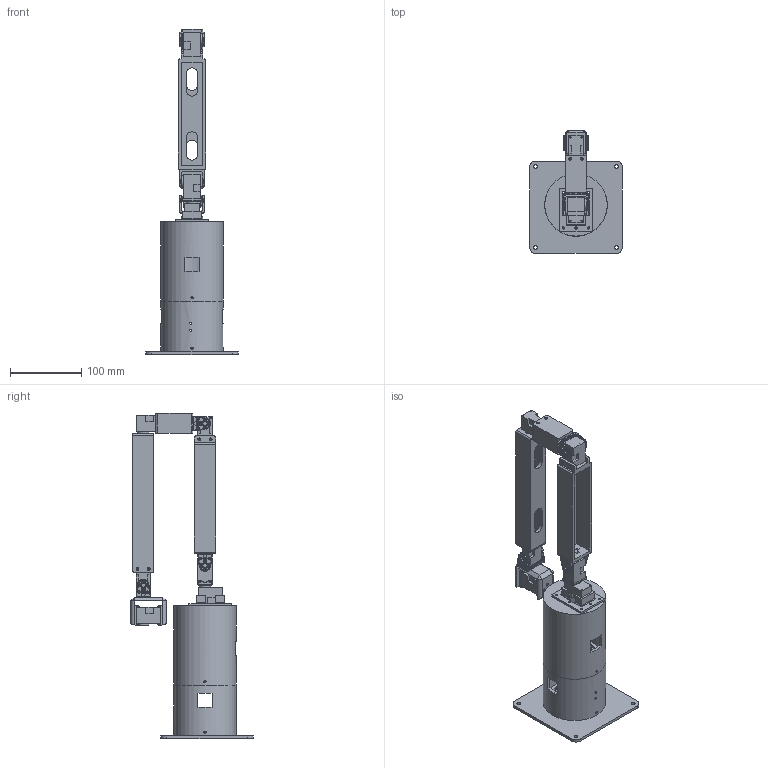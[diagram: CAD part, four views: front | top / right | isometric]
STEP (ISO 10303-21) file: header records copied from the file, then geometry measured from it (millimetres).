
FILE_DESCRIPTION(/* description */ (''),/* implementation_level */ '2;1');
FILE_NAME(/* name */ 'leader_Lite6.step',/* time_stamp */ '2024-02-23T17:01:40+09:00',/* author */ (''),/* organization */ (''),/* preprocessor_version */ 'ST-DEVELOPER v20',/* originating_system */ 'Autodesk Translation Framework v12.14.0.127',/* authorisation */ '');
FILE_SCHEMA (('AUTOMOTIVE_DESIGN { 1 0 10303 214 3 1 1 }'));
Length unit declared in the file: millimetre
Products named in the file (14): leader_Lite6; Dynamixels; ref_XL330 v4; Parts; fpx330-h101 v1; fpx330-s102 v1; L1; L2; L3; L4; base; baseRoll; baseRollExtender; baseBottom
Assembly tree (22 placements, depth 3):
  leader_Lite6
    Dynamixels
      ref_XL330 v4  x6
    Parts
      fpx330-s102 v1  x3
      fpx330-h101 v1  x3
      L1
      L2
      L3
      L4
      base
      baseRoll
      baseRollExtender
      baseBottom
Bounding box: 130 x 172.5 x 457.7 mm (x, y, z)
Volume: 573370.5 mm3; surface area: 295747 mm2
Topology: 26 solids, 26 shells, 4041 faces, 10879 edges, 7035 vertices
Faces by surface type: plane 2781, cylinder 1084, cone 124, torus 48, bspline 4
Full cylindrical faces by diameter (mm): 1.6 x42, 2 x68, 2.05 x146, 3.1 x32, 4 x32, 5 x6, 5.2 x4, 6 x6, 7.8 x6, 8 x6, 16 x6, 70.4 x2, 80 x2, 80.4 x2, 88 x2
Entity records: 54597 total; most frequent: CARTESIAN_POINT 11727, ORIENTED_EDGE 8780, DIRECTION 8709, EDGE_CURVE 4390, LINE 3249, VECTOR 3249, VERTEX_POINT 2853, AXIS2_PLACEMENT_3D 2730
